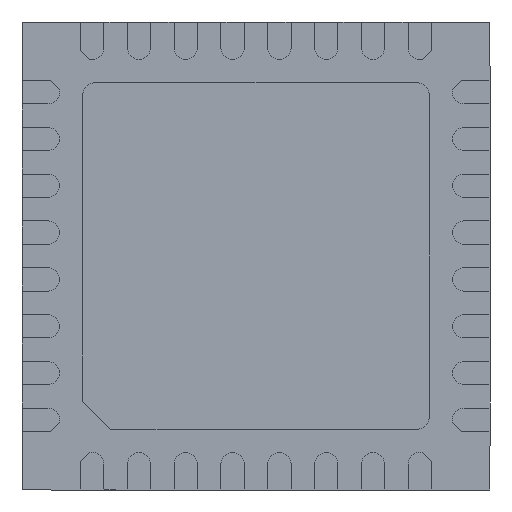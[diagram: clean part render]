
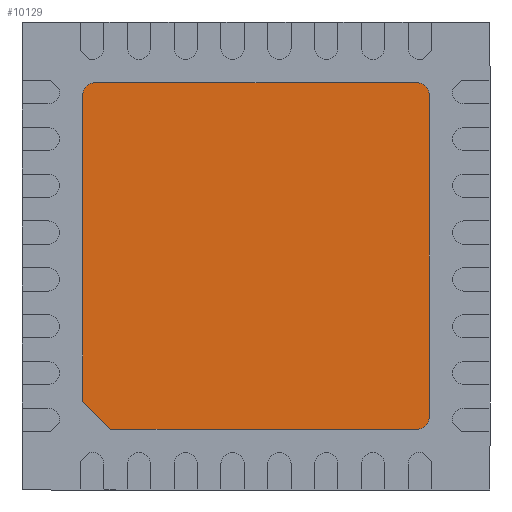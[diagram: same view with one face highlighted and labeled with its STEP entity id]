
A CAD part, front view. The second image highlights one B-rep face of the part: STEP entity #10129.
In plain terms, the highlighted planar face has unit normal (0, -1, 0).
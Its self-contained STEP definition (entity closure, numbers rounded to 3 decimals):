
#24 = ORIENTED_EDGE ( 'NONE', *, *, #12178, .T. ) ;
#204 = CARTESIAN_POINT ( 'NONE',  ( -1.85, 0., -1.55 ) ) ;
#360 = AXIS2_PLACEMENT_3D ( 'NONE', #3495, #2516, #11416 ) ;
#387 = CARTESIAN_POINT ( 'NONE',  ( 1.725, 0., 1.725 ) ) ;
#540 = DIRECTION ( 'NONE',  ( 0., -1., 0. ) ) ;
#647 = VECTOR ( 'NONE', #10618, 1000. ) ;
#819 = LINE ( 'NONE', #8660, #8026 ) ;
#1450 = VERTEX_POINT ( 'NONE', #2500 ) ;
#1528 = CARTESIAN_POINT ( 'NONE',  ( 1.725, 0., 1.85 ) ) ;
#2067 = VERTEX_POINT ( 'NONE', #3338 ) ;
#2096 = ORIENTED_EDGE ( 'NONE', *, *, #10644, .T. ) ;
#2484 = DIRECTION ( 'NONE',  ( 0., -1., 0. ) ) ;
#2500 = CARTESIAN_POINT ( 'NONE',  ( -1.85, 0., 1.725 ) ) ;
#2516 = DIRECTION ( 'NONE',  ( 0., -1., 0. ) ) ;
#2816 = CARTESIAN_POINT ( 'NONE',  ( 1.85, 0., -1.725 ) ) ;
#2896 = EDGE_CURVE ( 'NONE', #3308, #2067, #4372, .T. ) ;
#3071 = CARTESIAN_POINT ( 'NONE',  ( -1.55, 0., -1.85 ) ) ;
#3308 = VERTEX_POINT ( 'NONE', #7434 ) ;
#3338 = CARTESIAN_POINT ( 'NONE',  ( -1.725, 0., 1.85 ) ) ;
#3354 = ORIENTED_EDGE ( 'NONE', *, *, #7584, .T. ) ;
#3495 = CARTESIAN_POINT ( 'NONE',  ( 1.725, 0., -1.725 ) ) ;
#3619 = VECTOR ( 'NONE', #4806, 1000. ) ;
#4372 = LINE ( 'NONE', #1528, #647 ) ;
#4778 = VERTEX_POINT ( 'NONE', #11173 ) ;
#4806 = DIRECTION ( 'NONE',  ( 0.707, 0., -0.707 ) ) ;
#4822 = LINE ( 'NONE', #6802, #5048 ) ;
#5048 = VECTOR ( 'NONE', #12575, 1000. ) ;
#5184 = VERTEX_POINT ( 'NONE', #7993 ) ;
#5232 = PLANE ( 'NONE',  #12526 ) ;
#5309 = CARTESIAN_POINT ( 'NONE',  ( 1.725, 0., 1.725 ) ) ;
#5345 = DIRECTION ( 'NONE',  ( 0., 0., -1. ) ) ;
#5394 = EDGE_CURVE ( 'NONE', #4778, #12027, #10070, .T. ) ;
#5637 = EDGE_CURVE ( 'NONE', #1450, #12432, #8144, .T. ) ;
#5925 = LINE ( 'NONE', #3071, #3619 ) ;
#6495 = ORIENTED_EDGE ( 'NONE', *, *, #2896, .T. ) ;
#6802 = CARTESIAN_POINT ( 'NONE',  ( 1.725, 0., -1.85 ) ) ;
#6950 = CIRCLE ( 'NONE', #8203, 0.125 ) ;
#7434 = CARTESIAN_POINT ( 'NONE',  ( 1.725, 0., 1.85 ) ) ;
#7458 = VERTEX_POINT ( 'NONE', #10556 ) ;
#7544 = CARTESIAN_POINT ( 'NONE',  ( -1.85, 0., -1.55 ) ) ;
#7584 = EDGE_CURVE ( 'NONE', #12432, #5184, #5925, .T. ) ;
#7688 = DIRECTION ( 'NONE',  ( 0., 0., 1. ) ) ;
#7717 = ORIENTED_EDGE ( 'NONE', *, *, #5394, .T. ) ;
#7993 = CARTESIAN_POINT ( 'NONE',  ( -1.55, 0., -1.85 ) ) ;
#8026 = VECTOR ( 'NONE', #7688, 1000. ) ;
#8144 = LINE ( 'NONE', #204, #9457 ) ;
#8203 = AXIS2_PLACEMENT_3D ( 'NONE', #387, #2484, #9174 ) ;
#8252 = FACE_OUTER_BOUND ( 'NONE', #8643, .T. ) ;
#8311 = DIRECTION ( 'NONE',  ( 0., 0., -1. ) ) ;
#8490 = ORIENTED_EDGE ( 'NONE', *, *, #10005, .T. ) ;
#8643 = EDGE_LOOP ( 'NONE', ( #24, #6495, #8490, #11819, #3354, #12644, #7717, #2096 ) ) ;
#8660 = CARTESIAN_POINT ( 'NONE',  ( 1.85, 0., -1.725 ) ) ;
#9174 = DIRECTION ( 'NONE',  ( 0., 0., -1. ) ) ;
#9457 = VECTOR ( 'NONE', #5345, 1000. ) ;
#9936 = CARTESIAN_POINT ( 'NONE',  ( -1.725, 0., 1.725 ) ) ;
#10005 = EDGE_CURVE ( 'NONE', #2067, #1450, #11490, .T. ) ;
#10070 = CIRCLE ( 'NONE', #360, 0.125 ) ;
#10129 = ADVANCED_FACE ( 'NONE', ( #8252 ), #5232, .T. ) ;
#10556 = CARTESIAN_POINT ( 'NONE',  ( 1.85, 0., 1.725 ) ) ;
#10618 = DIRECTION ( 'NONE',  ( -1., 0., 0. ) ) ;
#10644 = EDGE_CURVE ( 'NONE', #12027, #7458, #819, .T. ) ;
#10979 = DIRECTION ( 'NONE',  ( 0., 0., -1. ) ) ;
#11173 = CARTESIAN_POINT ( 'NONE',  ( 1.725, 0., -1.85 ) ) ;
#11416 = DIRECTION ( 'NONE',  ( 0., 0., -1. ) ) ;
#11490 = CIRCLE ( 'NONE', #12102, 0.125 ) ;
#11557 = EDGE_CURVE ( 'NONE', #5184, #4778, #4822, .T. ) ;
#11819 = ORIENTED_EDGE ( 'NONE', *, *, #5637, .T. ) ;
#12027 = VERTEX_POINT ( 'NONE', #2816 ) ;
#12102 = AXIS2_PLACEMENT_3D ( 'NONE', #9936, #12129, #10979 ) ;
#12129 = DIRECTION ( 'NONE',  ( 0., -1., 0. ) ) ;
#12178 = EDGE_CURVE ( 'NONE', #7458, #3308, #6950, .T. ) ;
#12432 = VERTEX_POINT ( 'NONE', #7544 ) ;
#12526 = AXIS2_PLACEMENT_3D ( 'NONE', #5309, #540, #8311 ) ;
#12575 = DIRECTION ( 'NONE',  ( 1., 0., 0. ) ) ;
#12644 = ORIENTED_EDGE ( 'NONE', *, *, #11557, .T. ) ;
